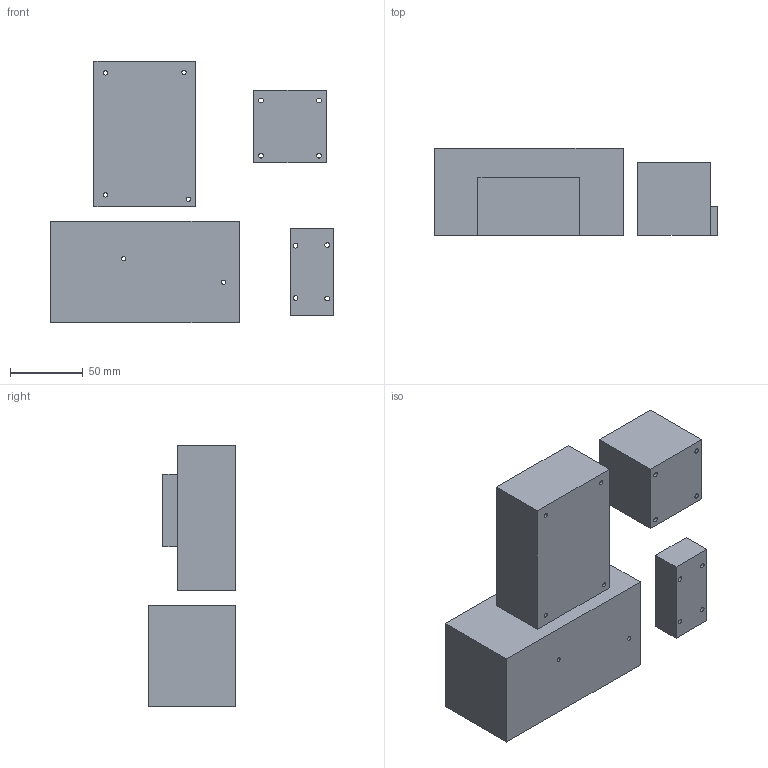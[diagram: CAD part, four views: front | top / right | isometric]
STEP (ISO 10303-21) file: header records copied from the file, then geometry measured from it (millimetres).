
FILE_DESCRIPTION(/* description */ (''),/* implementation_level */ '2;1');
FILE_NAME(/* name */ 'PCB Representation v2.step',/* time_stamp */ '2019-01-08T22:21:34+00:00',/* author */ (''),/* organization */ (''),/* preprocessor_version */ 'ST-DEVELOPER v17.2',/* originating_system */ 'Autodesk Translation Framework v7.6.0.251',/* authorisation */ '');
FILE_SCHEMA (('AUTOMOTIVE_DESIGN { 1 0 10303 214 3 1 1 }'));
Length unit declared in the file: millimetre
Products named in the file (5): PCB Assembly; Nucleo; Breadboard; H-Bridge; Power Adapter
Assembly tree (4 placements, depth 2):
  PCB Assembly
    Nucleo
    Breadboard
    H-Bridge
    Power Adapter
Bounding box: 195 x 60 x 180 mm (x, y, z)
Volume: 982108.9 mm3; surface area: 98571 mm2
Topology: 4 solids, 4 shells, 752 faces, 2061 edges, 1374 vertices
Faces by surface type: bspline 376, plane 362, cylinder 14
Full cylindrical faces by diameter (mm): 3 x6, 3.3 x8
Entity records: 27325 total; most frequent: CARTESIAN_POINT 10588, ORIENTED_EDGE 4122, DIRECTION 2107, EDGE_CURVE 2061, VERTEX_POINT 1374, LINE 1281, VECTOR 1281, EDGE_LOOP 837
